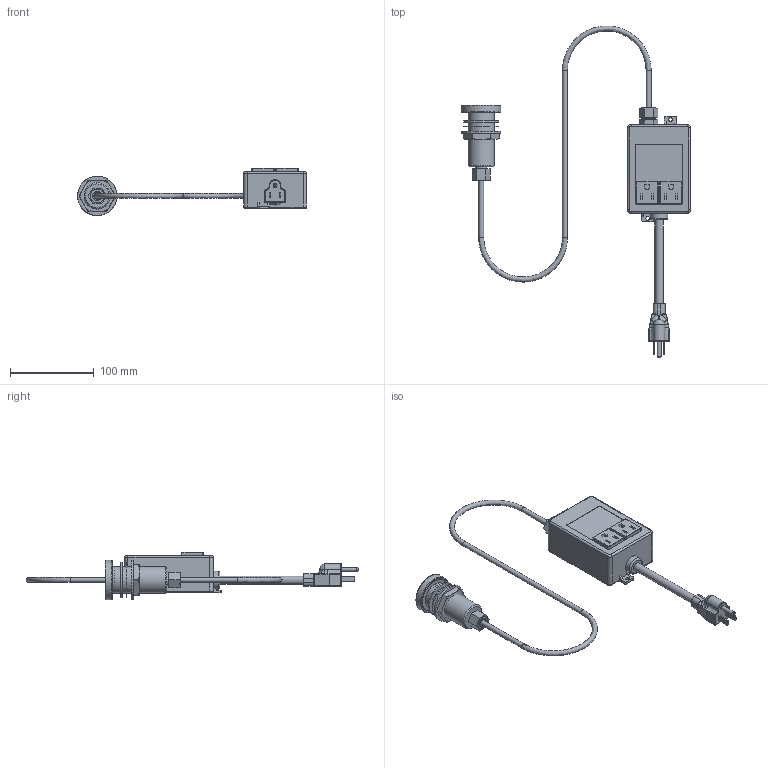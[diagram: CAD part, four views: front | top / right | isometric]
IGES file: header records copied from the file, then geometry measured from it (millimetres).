
Global section: file name: V7203; native system: Autodesk Inventor 2024; preprocessor: unknown; author: adaniels; date: 20240705.091352; units: millimetre
Bounding box: 273.5 x 396.8 x 56.4 mm (x, y, z)
Volume: 471147.5 mm3; surface area: 92243 mm2
Topology: 8 solids, 8 shells, 341 faces, 850 edges, 560 vertices
Faces by surface type: bspline 341
